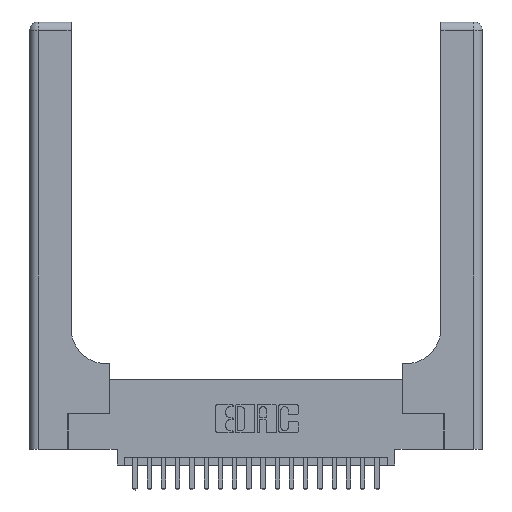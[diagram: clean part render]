
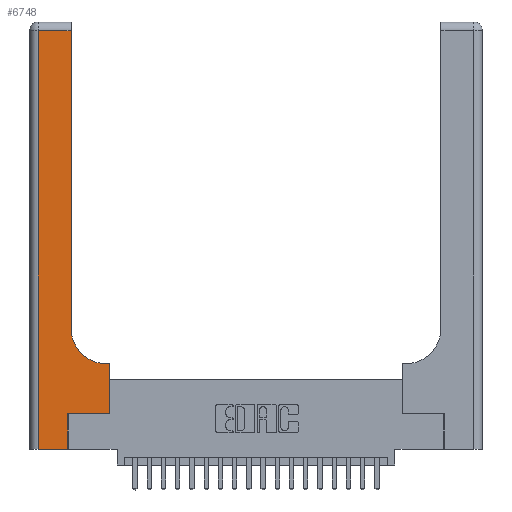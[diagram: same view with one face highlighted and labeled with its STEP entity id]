
A CAD part, top view. The second image highlights one B-rep face of the part: STEP entity #6748.
In plain terms, the highlighted planar face has unit normal (0, 0, 1).
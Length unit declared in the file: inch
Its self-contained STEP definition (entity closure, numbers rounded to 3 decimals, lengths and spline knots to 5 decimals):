
#558 = VERTEX_POINT ( 'NONE', #21037 ) ;
#577 = CARTESIAN_POINT ( 'NONE',  ( 0.5415, 0.85, 0.37 ) ) ;
#1472 = VECTOR ( 'NONE', #10087, 39.37008 ) ;
#1677 = DIRECTION ( 'NONE',  ( 1., 0., 0. ) ) ;
#2952 = CARTESIAN_POINT ( 'NONE',  ( 0.5585, 0.6, 0.37 ) ) ;
#3500 = VECTOR ( 'NONE', #11315, 39.37008 ) ;
#3506 = EDGE_CURVE ( 'NONE', #7838, #9552, #8034, .T. ) ;
#4030 = DIRECTION ( 'NONE',  ( 1., 0., 0. ) ) ;
#4234 = DIRECTION ( 'NONE',  ( -1., 0., 0. ) ) ;
#4238 = CARTESIAN_POINT ( 'NONE',  ( 0., 2.94, 0.37 ) ) ;
#4468 = CARTESIAN_POINT ( 'NONE',  ( 0.2915, 0.6, 0.37 ) ) ;
#4481 = EDGE_CURVE ( 'NONE', #8364, #21583, #5544, .T. ) ;
#5070 = EDGE_CURVE ( 'NONE', #14215, #20676, #21179, .T. ) ;
#5169 = LINE ( 'NONE', #4238, #3500 ) ;
#5544 = CIRCLE ( 'NONE', #12954, 0.25 ) ;
#5787 = DIRECTION ( 'NONE',  ( 0., 0., -1. ) ) ;
#6006 = CARTESIAN_POINT ( 'NONE',  ( 0.06, 2.94, 0.37 ) ) ;
#6208 = LINE ( 'NONE', #6776, #1472 ) ;
#6264 = VECTOR ( 'NONE', #9843, 39.37008 ) ;
#6642 = EDGE_CURVE ( 'NONE', #21583, #13296, #9915, .T. ) ;
#6748 = ADVANCED_FACE ( 'NONE', ( #8240 ), #14868, .F. ) ;
#6776 = CARTESIAN_POINT ( 'NONE',  ( 0.269, 0., 0.37 ) ) ;
#6815 = ORIENTED_EDGE ( 'NONE', *, *, #15539, .T. ) ;
#7203 = LINE ( 'NONE', #17607, #16547 ) ;
#7254 = ORIENTED_EDGE ( 'NONE', *, *, #3506, .T. ) ;
#7838 = VERTEX_POINT ( 'NONE', #12274 ) ;
#8034 = LINE ( 'NONE', #19340, #21502 ) ;
#8240 = FACE_OUTER_BOUND ( 'NONE', #11984, .T. ) ;
#8364 = VERTEX_POINT ( 'NONE', #15623 ) ;
#8999 = CARTESIAN_POINT ( 'NONE',  ( 0.06, 3., 0.37 ) ) ;
#9339 = ORIENTED_EDGE ( 'NONE', *, *, #12219, .T. ) ;
#9469 = CARTESIAN_POINT ( 'NONE',  ( 0., 3., 0.37 ) ) ;
#9552 = VERTEX_POINT ( 'NONE', #13704 ) ;
#9582 = EDGE_CURVE ( 'NONE', #9552, #558, #6208, .T. ) ;
#9843 = DIRECTION ( 'NONE',  ( -1., 0., 0. ) ) ;
#9861 = CARTESIAN_POINT ( 'NONE',  ( 0.2915, 2.94, 0.37 ) ) ;
#9915 = LINE ( 'NONE', #19466, #12397 ) ;
#10087 = DIRECTION ( 'NONE',  ( 0., 1., 0. ) ) ;
#10846 = DIRECTION ( 'NONE',  ( 0., 1., 0. ) ) ;
#11055 = CARTESIAN_POINT ( 'NONE',  ( 0.2915, 0.85, 0.37 ) ) ;
#11315 = DIRECTION ( 'NONE',  ( -1., 0., 0. ) ) ;
#11714 = ORIENTED_EDGE ( 'NONE', *, *, #9582, .T. ) ;
#11719 = DIRECTION ( 'NONE',  ( 0., 1., 0. ) ) ;
#11984 = EDGE_LOOP ( 'NONE', ( #18628, #21307, #6815, #7254, #11714, #9339, #20342, #15498, #19074 ) ) ;
#12219 = EDGE_CURVE ( 'NONE', #558, #14215, #7203, .T. ) ;
#12274 = CARTESIAN_POINT ( 'NONE',  ( 0.06, 0., 0.37 ) ) ;
#12397 = VECTOR ( 'NONE', #10846, 39.37008 ) ;
#12954 = AXIS2_PLACEMENT_3D ( 'NONE', #577, #20020, #4030 ) ;
#13296 = VERTEX_POINT ( 'NONE', #9861 ) ;
#13704 = CARTESIAN_POINT ( 'NONE',  ( 0.269, 0., 0.37 ) ) ;
#14215 = VERTEX_POINT ( 'NONE', #22773 ) ;
#14868 = PLANE ( 'NONE',  #20779 ) ;
#15498 = ORIENTED_EDGE ( 'NONE', *, *, #19962, .T. ) ;
#15539 = EDGE_CURVE ( 'NONE', #17268, #7838, #17742, .T. ) ;
#15623 = CARTESIAN_POINT ( 'NONE',  ( 0.5415, 0.6, 0.37 ) ) ;
#15828 = DIRECTION ( 'NONE',  ( 1., 0., 0. ) ) ;
#16510 = VECTOR ( 'NONE', #11719, 39.37008 ) ;
#16547 = VECTOR ( 'NONE', #15828, 39.37008 ) ;
#16713 = CARTESIAN_POINT ( 'NONE',  ( 0.5585, 0.25, 0.37 ) ) ;
#16977 = LINE ( 'NONE', #4468, #6264 ) ;
#17268 = VERTEX_POINT ( 'NONE', #6006 ) ;
#17607 = CARTESIAN_POINT ( 'NONE',  ( 0.269, 0.25, 0.37 ) ) ;
#17742 = LINE ( 'NONE', #8999, #18835 ) ;
#18628 = ORIENTED_EDGE ( 'NONE', *, *, #6642, .T. ) ;
#18835 = VECTOR ( 'NONE', #19826, 39.37008 ) ;
#19074 = ORIENTED_EDGE ( 'NONE', *, *, #4481, .T. ) ;
#19340 = CARTESIAN_POINT ( 'NONE',  ( 0., 0., 0.37 ) ) ;
#19466 = CARTESIAN_POINT ( 'NONE',  ( 0.2915, 3., 0.37 ) ) ;
#19826 = DIRECTION ( 'NONE',  ( 0., -1., 0. ) ) ;
#19830 = EDGE_CURVE ( 'NONE', #13296, #17268, #5169, .T. ) ;
#19962 = EDGE_CURVE ( 'NONE', #20676, #8364, #16977, .T. ) ;
#20020 = DIRECTION ( 'NONE',  ( 0., 0., -1. ) ) ;
#20342 = ORIENTED_EDGE ( 'NONE', *, *, #5070, .T. ) ;
#20676 = VERTEX_POINT ( 'NONE', #2952 ) ;
#20779 = AXIS2_PLACEMENT_3D ( 'NONE', #9469, #5787, #4234 ) ;
#21037 = CARTESIAN_POINT ( 'NONE',  ( 0.269, 0.25, 0.37 ) ) ;
#21179 = LINE ( 'NONE', #16713, #16510 ) ;
#21307 = ORIENTED_EDGE ( 'NONE', *, *, #19830, .T. ) ;
#21502 = VECTOR ( 'NONE', #1677, 39.37008 ) ;
#21583 = VERTEX_POINT ( 'NONE', #11055 ) ;
#22773 = CARTESIAN_POINT ( 'NONE',  ( 0.5585, 0.25, 0.37 ) ) ;
